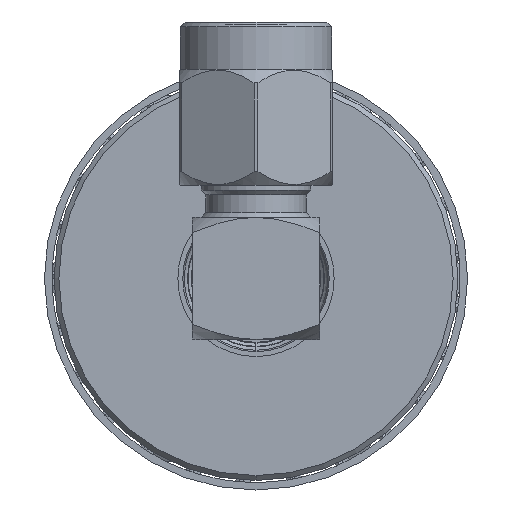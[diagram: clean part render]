
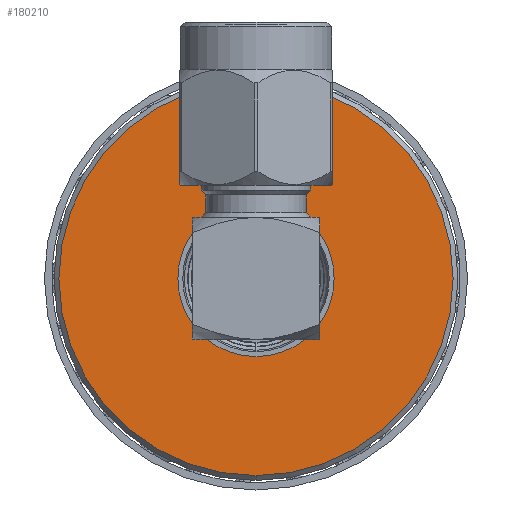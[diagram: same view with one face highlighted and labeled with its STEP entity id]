
A CAD part, left-side view. The second image highlights one B-rep face of the part: STEP entity #180210.
In plain terms, the highlighted planar face has unit normal (-1, 0, 0).
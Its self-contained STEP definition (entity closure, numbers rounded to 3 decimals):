
#17216 = DIRECTION ( 'NONE',  ( -1., 0., 0. ) ) ;
#32952 = CIRCLE ( 'NONE', #158267, 10.249 ) ;
#36591 = EDGE_LOOP ( 'NONE', ( #49244, #107122 ) ) ;
#38071 = VERTEX_POINT ( 'NONE', #164631 ) ;
#46293 = DIRECTION ( 'NONE',  ( -1., 0., 0. ) ) ;
#48971 = EDGE_CURVE ( 'NONE', #38071, #111563, #149141, .T. ) ;
#49244 = ORIENTED_EDGE ( 'NONE', *, *, #129727, .F. ) ;
#66223 = CARTESIAN_POINT ( 'NONE',  ( 0., 0., 4.023 ) ) ;
#69732 = DIRECTION ( 'NONE',  ( -1., 0., 0. ) ) ;
#76252 = PLANE ( 'NONE',  #125647 ) ;
#82135 = CARTESIAN_POINT ( 'NONE',  ( 0., 0., 0. ) ) ;
#90030 = CIRCLE ( 'NONE', #208196, 4.023 ) ;
#91006 = EDGE_CURVE ( 'NONE', #159736, #121534, #32952, .T. ) ;
#95554 = ORIENTED_EDGE ( 'NONE', *, *, #91006, .T. ) ;
#105518 = CARTESIAN_POINT ( 'NONE',  ( 0., 0., 0. ) ) ;
#107122 = ORIENTED_EDGE ( 'NONE', *, *, #48971, .F. ) ;
#107473 = CARTESIAN_POINT ( 'NONE',  ( 0., 0., 10.249 ) ) ;
#108730 = FACE_OUTER_BOUND ( 'NONE', #124582, .T. ) ;
#109523 = DIRECTION ( 'NONE',  ( -1., 0., 0. ) ) ;
#111563 = VERTEX_POINT ( 'NONE', #66223 ) ;
#113096 = FACE_BOUND ( 'NONE', #36591, .T. ) ;
#118377 = AXIS2_PLACEMENT_3D ( 'NONE', #150513, #17216, #151647 ) ;
#121534 = VERTEX_POINT ( 'NONE', #211236 ) ;
#124234 = ORIENTED_EDGE ( 'NONE', *, *, #129269, .T. ) ;
#124582 = EDGE_LOOP ( 'NONE', ( #124234, #95554 ) ) ;
#125647 = AXIS2_PLACEMENT_3D ( 'NONE', #180326, #181435, #214048 ) ;
#129269 = EDGE_CURVE ( 'NONE', #121534, #159736, #150675, .T. ) ;
#129727 = EDGE_CURVE ( 'NONE', #111563, #38071, #90030, .T. ) ;
#149141 = CIRCLE ( 'NONE', #206042, 4.023 ) ;
#150513 = CARTESIAN_POINT ( 'NONE',  ( 0., 0., 0. ) ) ;
#150675 = CIRCLE ( 'NONE', #118377, 10.249 ) ;
#151647 = DIRECTION ( 'NONE',  ( 0., 0., -1. ) ) ;
#158267 = AXIS2_PLACEMENT_3D ( 'NONE', #82135, #46293, #217706 ) ;
#159736 = VERTEX_POINT ( 'NONE', #107473 ) ;
#164631 = CARTESIAN_POINT ( 'NONE',  ( 0., 0., -4.023 ) ) ;
#173848 = DIRECTION ( 'NONE',  ( 0., 0., 1. ) ) ;
#180210 = ADVANCED_FACE ( 'NONE', ( #108730, #113096 ), #76252, .F. ) ;
#180326 = CARTESIAN_POINT ( 'NONE',  ( 0., 0., -4.023 ) ) ;
#181435 = DIRECTION ( 'NONE',  ( 1., 0., 0. ) ) ;
#206042 = AXIS2_PLACEMENT_3D ( 'NONE', #105518, #69732, #173848 ) ;
#208196 = AXIS2_PLACEMENT_3D ( 'NONE', #218679, #109523, #211555 ) ;
#211236 = CARTESIAN_POINT ( 'NONE',  ( 0., 0., -10.249 ) ) ;
#211555 = DIRECTION ( 'NONE',  ( 0., 0., 1. ) ) ;
#214048 = DIRECTION ( 'NONE',  ( 0., 0., -1. ) ) ;
#217706 = DIRECTION ( 'NONE',  ( 0., 0., -1. ) ) ;
#218679 = CARTESIAN_POINT ( 'NONE',  ( 0., 0., 0. ) ) ;
